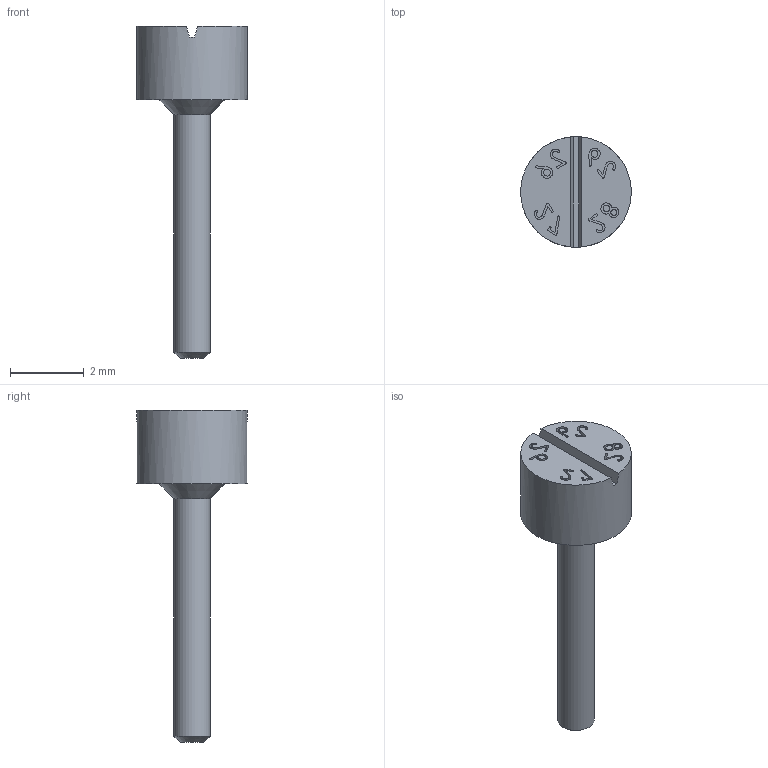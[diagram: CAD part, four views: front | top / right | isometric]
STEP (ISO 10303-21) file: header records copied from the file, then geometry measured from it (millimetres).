
FILE_DESCRIPTION(/* description */ (''),/* implementation_level */ '2;1');
FILE_NAME(/* name */ 'Dati-3000_CF$3$Jahr.stp',/* time_stamp */ '2025-08-28T15:04:48+02:00',/* author */ ('olafg'),/* organization */ (''),/* preprocessor_version */ 'ST-DEVELOPER v20',/* originating_system */ 'Autodesk Inventor 2024',/* authorisation */ '');
FILE_SCHEMA (('AUTOMOTIVE_DESIGN { 1 0 10303 214 3 1 1 }'));
Length unit declared in the file: millimetre
Products named in the file (1): 3003-05-00 F Stelleinsatz
Bounding box: 3 x 3 x 9 mm (x, y, z)
Volume: 19.6 mm3; surface area: 58.6 mm2
Topology: 1 solids, 1 shells, 159 faces, 431 edges, 287 vertices
Faces by surface type: bspline 101, plane 54, cone 2, cylinder 2
Full cylindrical faces by diameter (mm): 1 x1, 3 x1
Entity records: 5936 total; most frequent: CARTESIAN_POINT 2566, ORIENTED_EDGE 862, EDGE_CURVE 431, DIRECTION 362, VERTEX_POINT 287, LINE 214, VECTOR 214, B_SPLINE_CURVE_WITH_KNOTS 202
